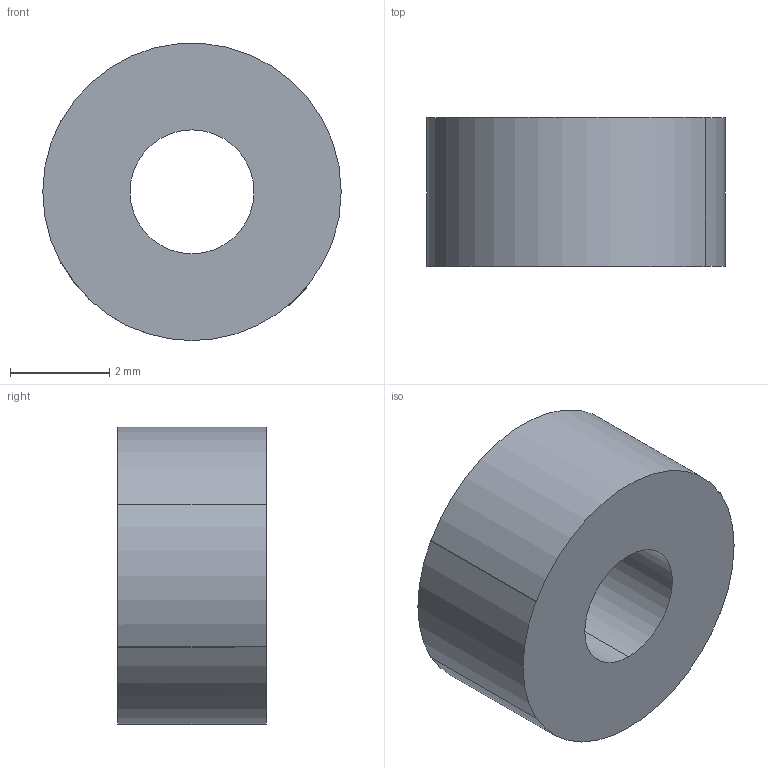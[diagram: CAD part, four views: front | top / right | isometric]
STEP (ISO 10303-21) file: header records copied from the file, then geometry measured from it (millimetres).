
FILE_DESCRIPTION (( 'STEP AP214' ), '1' );
FILE_NAME ('CTN014424.STEP', '2019-07-24T06:39:14', ( '' ), ( '' ), 'SwSTEP 2.0', 'SolidWorks 2018', '' );
FILE_SCHEMA (( 'AUTOMOTIVE_DESIGN' ));
Length unit declared in the file: millimetre
Products named in the file (1): CTN014424
Bounding box: 6.02 x 3 x 5.99 mm (x, y, z)
Volume: 70.3 mm3; surface area: 127.2 mm2
Topology: 1 solids, 1 shells, 16 faces, 39 edges, 26 vertices
Faces by surface type: cylinder 8, plane 5, bspline 3
Entity records: 732 total; most frequent: CARTESIAN_POINT 207, ORIENTED_EDGE 78, DIRECTION 71, EDGE_CURVE 39, AXIS2_PLACEMENT_3D 28, VERTEX_POINT 26, EDGE_LOOP 19, FACE_OUTER_BOUND 16
